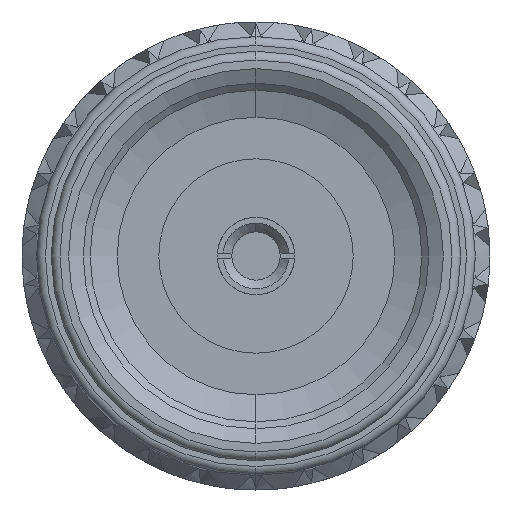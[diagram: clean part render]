
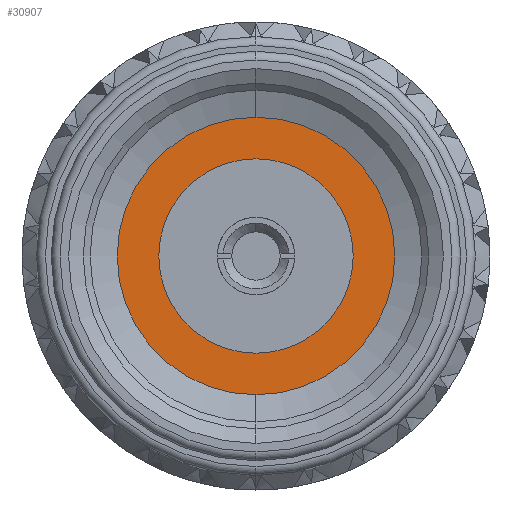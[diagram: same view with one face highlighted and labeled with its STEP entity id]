
A CAD part, left-side view. The second image highlights one B-rep face of the part: STEP entity #30907.
In plain terms, the highlighted planar face has unit normal (-1, 0, 0).
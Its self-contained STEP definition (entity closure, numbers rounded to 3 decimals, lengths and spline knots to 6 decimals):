
#14 = AXIS2_PLACEMENT_3D ( 'NONE', #49180, #3994, #74469 ) ;
#2217 = ORIENTED_EDGE ( 'NONE', *, *, #30356, .T. ) ;
#2598 = CARTESIAN_POINT ( 'NONE',  ( 0.067, 0., 0. ) ) ;
#3994 = DIRECTION ( 'NONE',  ( -1., 0., 0. ) ) ;
#7832 = AXIS2_PLACEMENT_3D ( 'NONE', #2598, #23266, #53967 ) ;
#9117 = CARTESIAN_POINT ( 'NONE',  ( 0.067, 0., -0.03325 ) ) ;
#12425 = CARTESIAN_POINT ( 'NONE',  ( 0.067, 0., 0. ) ) ;
#14490 = VERTEX_POINT ( 'NONE', #37350 ) ;
#15956 = CIRCLE ( 'NONE', #71622, 0.03325 ) ;
#16008 = EDGE_LOOP ( 'NONE', ( #35476, #2217 ) ) ;
#20357 = ORIENTED_EDGE ( 'NONE', *, *, #43613, .F. ) ;
#21626 = CARTESIAN_POINT ( 'NONE',  ( 0.067, 0., 0. ) ) ;
#22344 = CIRCLE ( 'NONE', #7832, 0.047441 ) ;
#23266 = DIRECTION ( 'NONE',  ( -1., 0., 0. ) ) ;
#23382 = CARTESIAN_POINT ( 'NONE',  ( 0.067, 0., -0.047441 ) ) ;
#23797 = CIRCLE ( 'NONE', #14, 0.047441 ) ;
#25438 = ORIENTED_EDGE ( 'NONE', *, *, #58350, .F. ) ;
#26332 = CIRCLE ( 'NONE', #71391, 0.03325 ) ;
#27838 = PLANE ( 'NONE',  #31757 ) ;
#29518 = DIRECTION ( 'NONE',  ( 0., 0., 1. ) ) ;
#30356 = EDGE_CURVE ( 'NONE', #72535, #14490, #23797, .T. ) ;
#30907 = ADVANCED_FACE ( 'NONE', ( #34461, #61418 ), #27838, .T. ) ;
#31757 = AXIS2_PLACEMENT_3D ( 'NONE', #21626, #79234, #53944 ) ;
#33684 = VERTEX_POINT ( 'NONE', #60058 ) ;
#34461 = FACE_BOUND ( 'NONE', #56614, .T. ) ;
#34905 = CARTESIAN_POINT ( 'NONE',  ( 0.067, 0., 0. ) ) ;
#35476 = ORIENTED_EDGE ( 'NONE', *, *, #42877, .T. ) ;
#37350 = CARTESIAN_POINT ( 'NONE',  ( 0.067, 0., 0.047441 ) ) ;
#37735 = DIRECTION ( 'NONE',  ( 0., 0., 1. ) ) ;
#42877 = EDGE_CURVE ( 'NONE', #14490, #72535, #22344, .T. ) ;
#43613 = EDGE_CURVE ( 'NONE', #33684, #43870, #26332, .T. ) ;
#43870 = VERTEX_POINT ( 'NONE', #9117 ) ;
#49180 = CARTESIAN_POINT ( 'NONE',  ( 0.067, 0., 0. ) ) ;
#53944 = DIRECTION ( 'NONE',  ( 0., 0., 1. ) ) ;
#53967 = DIRECTION ( 'NONE',  ( 0., 0., 1. ) ) ;
#56614 = EDGE_LOOP ( 'NONE', ( #20357, #25438 ) ) ;
#58350 = EDGE_CURVE ( 'NONE', #43870, #33684, #15956, .T. ) ;
#60058 = CARTESIAN_POINT ( 'NONE',  ( 0.067, 0., 0.03325 ) ) ;
#61418 = FACE_OUTER_BOUND ( 'NONE', #16008, .T. ) ;
#62220 = DIRECTION ( 'NONE',  ( -1., 0., 0. ) ) ;
#66017 = DIRECTION ( 'NONE',  ( -1., 0., 0. ) ) ;
#71391 = AXIS2_PLACEMENT_3D ( 'NONE', #34905, #66017, #29518 ) ;
#71622 = AXIS2_PLACEMENT_3D ( 'NONE', #12425, #62220, #37735 ) ;
#72535 = VERTEX_POINT ( 'NONE', #23382 ) ;
#74469 = DIRECTION ( 'NONE',  ( 0., 0., 1. ) ) ;
#79234 = DIRECTION ( 'NONE',  ( -1., 0., 0. ) ) ;
